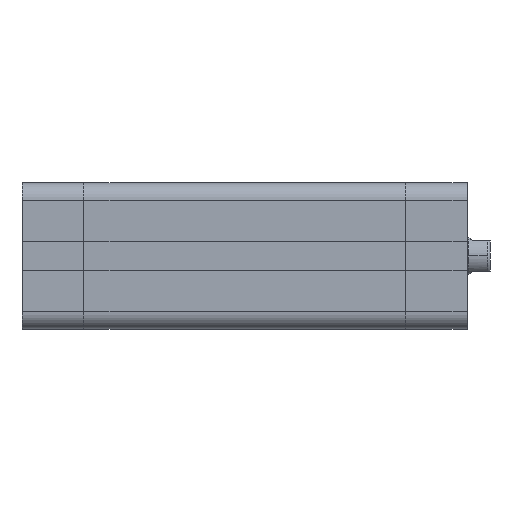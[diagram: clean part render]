
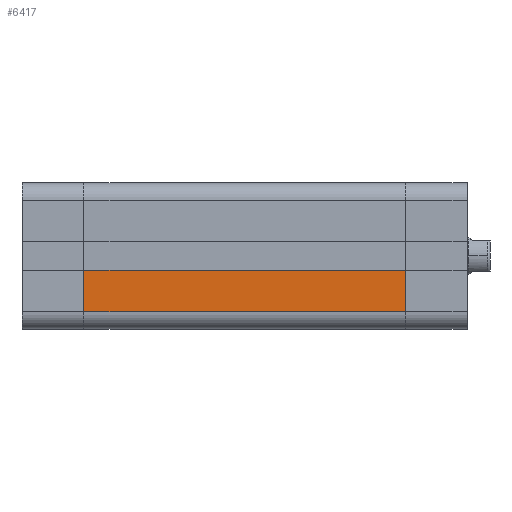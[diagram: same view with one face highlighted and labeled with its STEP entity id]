
A CAD part, top view. The second image highlights one B-rep face of the part: STEP entity #6417.
In plain terms, the highlighted face is planar.
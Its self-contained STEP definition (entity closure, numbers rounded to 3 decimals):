
#97 = EDGE_LOOP ( 'NONE', ( #2320, #5447, #5450, #5448 ) ) ;
#1365 = VERTEX_POINT ( 'NONE', #1777 ) ;
#1368 = VERTEX_POINT ( 'NONE', #1780 ) ;
#1376 = VERTEX_POINT ( 'NONE', #1788 ) ;
#1377 = VERTEX_POINT ( 'NONE', #1789 ) ;
#1777 = CARTESIAN_POINT ( 'NONE',  ( -14.5, -2.85, -63.5 ) ) ;
#1780 = CARTESIAN_POINT ( 'NONE',  ( -14.5, -2.85, 0. ) ) ;
#1788 = CARTESIAN_POINT ( 'NONE',  ( -14.5, -11., -63.5 ) ) ;
#1789 = CARTESIAN_POINT ( 'NONE',  ( -14.5, -11., 0. ) ) ;
#2320 = ORIENTED_EDGE ( 'NONE', *, *, #5713, .F. ) ;
#3183 = VECTOR ( 'NONE', #5165, 1000. ) ;
#3186 = LINE ( 'NONE', #5158, #3183 ) ;
#3196 = VECTOR ( 'NONE', #5186, 1000. ) ;
#3199 = LINE ( 'NONE', #5179, #3196 ) ;
#3214 = LINE ( 'NONE', #5202, #3215 ) ;
#3215 = VECTOR ( 'NONE', #5203, 1000. ) ;
#3279 = LINE ( 'NONE', #5284, #3280 ) ;
#3280 = VECTOR ( 'NONE', #5285, 1000. ) ;
#4062 = AXIS2_PLACEMENT_3D ( 'NONE', #6943, #6955, #6956 ) ;
#5158 = CARTESIAN_POINT ( 'NONE',  ( -14.5, 11., 0. ) ) ;
#5165 = DIRECTION ( 'NONE',  ( 0., -1., 0. ) ) ;
#5179 = CARTESIAN_POINT ( 'NONE',  ( -14.5, -11., -63.5 ) ) ;
#5186 = DIRECTION ( 'NONE',  ( 0., 0., 1. ) ) ;
#5202 = CARTESIAN_POINT ( 'NONE',  ( -14.5, 11., -63.5 ) ) ;
#5203 = DIRECTION ( 'NONE',  ( 0., -1., 0. ) ) ;
#5284 = CARTESIAN_POINT ( 'NONE',  ( -14.5, -2.85, -63.5 ) ) ;
#5285 = DIRECTION ( 'NONE',  ( 0., 0., 1. ) ) ;
#5447 = ORIENTED_EDGE ( 'NONE', *, *, #5676, .T. ) ;
#5448 = ORIENTED_EDGE ( 'NONE', *, *, #5660, .F. ) ;
#5450 = ORIENTED_EDGE ( 'NONE', *, *, #5668, .T. ) ;
#5660 = EDGE_CURVE ( 'NONE', #1368, #1377, #3186, .T. ) ;
#5668 = EDGE_CURVE ( 'NONE', #1376, #1377, #3199, .T. ) ;
#5676 = EDGE_CURVE ( 'NONE', #1365, #1376, #3214, .T. ) ;
#5713 = EDGE_CURVE ( 'NONE', #1365, #1368, #3279, .T. ) ;
#6417 = ADVANCED_FACE ( 'NONE', ( #7746 ), #6940, .T. ) ;
#6940 = PLANE ( 'NONE',  #4062 ) ;
#6943 = CARTESIAN_POINT ( 'NONE',  ( -14.5, 11., -63.5 ) ) ;
#6955 = DIRECTION ( 'NONE',  ( -1., 0., 0. ) ) ;
#6956 = DIRECTION ( 'NONE',  ( 0., 0., 1. ) ) ;
#7746 = FACE_OUTER_BOUND ( 'NONE', #97, .T. ) ;
